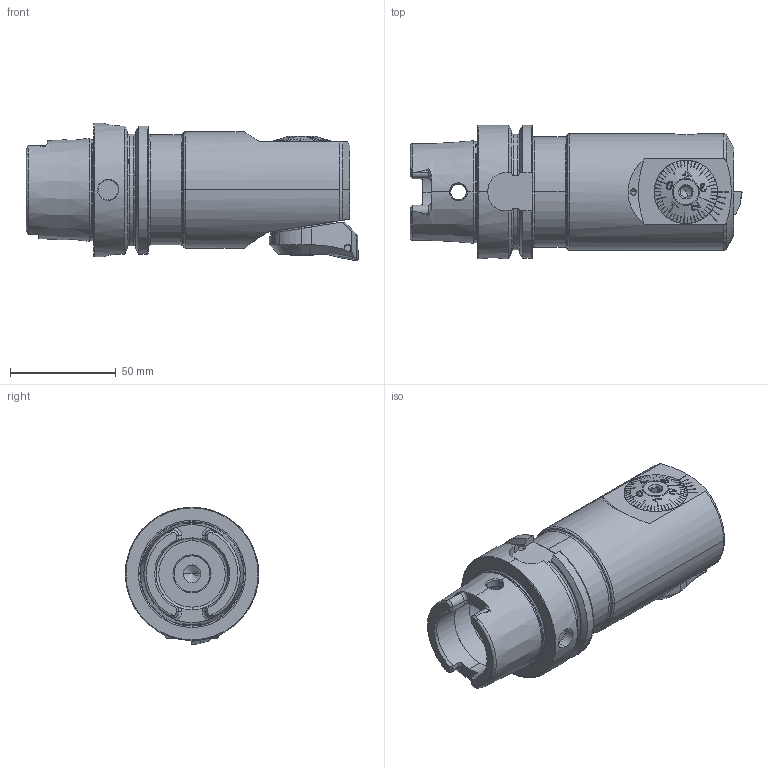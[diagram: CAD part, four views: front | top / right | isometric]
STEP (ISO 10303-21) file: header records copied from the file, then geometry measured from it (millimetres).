
FILE_DESCRIPTION (( 'STEP AP203' ), '1' );
FILE_NAME ('HA6.F55.K22.125.STEP', '2024-08-20T13:21:00', ( '' ), ( '' ), 'SwSTEP 2.0', 'SolidWorks 2022', '' );
FILE_SCHEMA (( 'CONFIG_CONTROL_DESIGN' ));
Length unit declared in the file: millimetre
Products named in the file (20): HA6-F55.K20.125_B_Fertigbearbeitung; F55-BG1.012.012_A; F55-BG1.011.036; F55-ER1.101.016_A; A55-BG2.012.006_B; A55-BG2.011.016_D; DIN 3771 - 25x1.5; F55-BG2.014.015_B; WCB-ER2.001.009_A; F55-WCB.001.013_D_fertigbearbeitet; CCMT09T304; HA6.F55.K22.125; F55-BG1.011.036_D; F55-BG2.015.015_B; F55-WCB.001.013; Klebstoff D10; F55-BG1.014.036; A55-BG2.013.005_C; A55-BG3.011.033_A_gekürzt; ISO 4026 - M10 x 8
Assembly tree (20 placements, depth 4):
  HA6.F55.K22.125
    HA6-F55.K20.125_B_Fertigbearbeitung
    F55-ER1.101.016_A
    F55-WCB.001.013
      F55-WCB.001.013_D_fertigbearbeitet
      CCMT09T304
      WCB-ER2.001.009_A
    F55-BG1.014.036
      F55-BG1.011.036
        F55-BG1.011.036_D
        F55-BG1.012.012_A
      A55-BG2.013.005_C
      A55-BG2.012.006_B
      F55-BG2.015.015_B
        A55-BG2.011.016_D
        F55-BG2.014.015_B
      DIN 3771 - 25x1.5
    A55-BG3.011.033_A_gekürzt
    Klebstoff D10
    ISO 4026 - M10 x 8
    WCB-ER2.001.009_A
Bounding box: 156.9 x 63 x 65 mm (x, y, z)
Volume: 288431.9 mm3; surface area: 63953.3 mm2
Topology: 16 solids, 16 shells, 976 faces, 2548 edges, 1602 vertices
Faces by surface type: plane 373, cone 230, cylinder 208, torus 102, bspline 59, sphere 4
Entity records: 35493 total; most frequent: CARTESIAN_POINT 11526, ORIENTED_EDGE 4868, DIRECTION 4202, EDGE_CURVE 2434, AXIS2_PLACEMENT_3D 1655, VERTEX_POINT 1542, EDGE_LOOP 986, FACE_OUTER_BOUND 937
